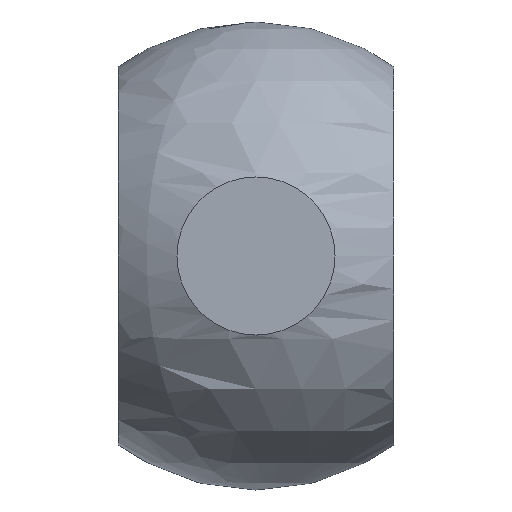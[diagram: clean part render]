
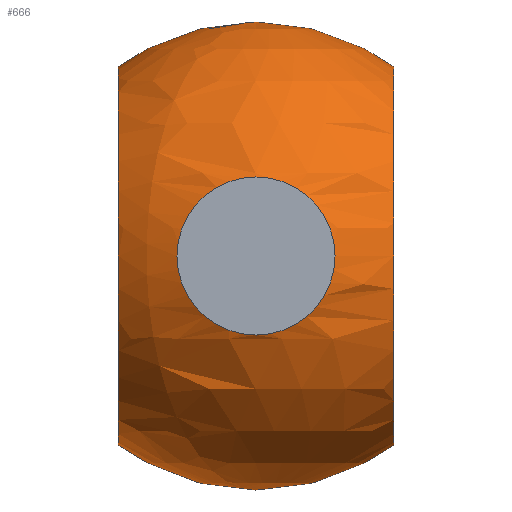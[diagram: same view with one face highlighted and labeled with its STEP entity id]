
A CAD part, front view. The second image highlights one B-rep face of the part: STEP entity #666.
In plain terms, the highlighted spherical face has radius 8.5 mm.
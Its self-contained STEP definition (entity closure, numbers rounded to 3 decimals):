
#613=CARTESIAN_POINT('',(0.,-8.,-2.872));
#614=VERTEX_POINT('',#613);
#615=CARTESIAN_POINT('',(0.0,-8.,0.0));
#616=DIRECTION('',(0.0,1.0,0.0));
#617=DIRECTION('',(0.0,0.0,-1.0));
#618=AXIS2_PLACEMENT_3D('',#615,#616,#617);
#619=CIRCLE('',#618,2.872);
#620=EDGE_CURVE('',#614,#614,#619,.T.);
#625=CARTESIAN_POINT('',(0.0,0.0,0.0));
#626=DIRECTION('',(0.0,0.0,1.0));
#627=DIRECTION('',(1.0,0.0,0.0));
#628=AXIS2_PLACEMENT_3D('',#625,#626,#627);
#629=SPHERICAL_SURFACE('',#628,8.5);
#630=ORIENTED_EDGE('',*,*,#620,.T.);
#631=EDGE_LOOP('',(#630));
#632=FACE_OUTER_BOUND('',#631,.T.);
#633=CARTESIAN_POINT('',(5.,0.0,-6.874));
#634=VERTEX_POINT('',#633);
#635=CARTESIAN_POINT('',(5.0,0.0,0.));
#636=DIRECTION('',(-1.0,0.0,0.0));
#637=DIRECTION('',(0.0,0.0,-1.0));
#638=AXIS2_PLACEMENT_3D('',#635,#636,#637);
#639=CIRCLE('',#638,6.874);
#640=EDGE_CURVE('',#634,#634,#639,.T.);
#641=ORIENTED_EDGE('',*,*,#640,.T.);
#642=EDGE_LOOP('',(#641));
#643=FACE_BOUND('',#642,.T.);
#644=CARTESIAN_POINT('',(-5.0,0.0,6.874));
#645=VERTEX_POINT('',#644);
#646=CARTESIAN_POINT('',(-5.0,0.0,0.0));
#647=DIRECTION('',(1.0,0.0,0.0));
#648=DIRECTION('',(0.0,0.0,1.0));
#649=AXIS2_PLACEMENT_3D('',#646,#647,#648);
#650=CIRCLE('',#649,6.874);
#651=EDGE_CURVE('',#645,#645,#650,.T.);
#652=ORIENTED_EDGE('',*,*,#651,.T.);
#653=EDGE_LOOP('',(#652));
#654=FACE_BOUND('',#653,.T.);
#655=CARTESIAN_POINT('',(0.,7.486,4.026));
#656=VERTEX_POINT('',#655);
#657=CARTESIAN_POINT('',(0.0,7.486,0.0));
#658=DIRECTION('',(0.0,-1.0,0.0));
#659=DIRECTION('',(0.0,0.0,1.0));
#660=AXIS2_PLACEMENT_3D('',#657,#658,#659);
#661=CIRCLE('',#660,4.026);
#662=EDGE_CURVE('',#656,#656,#661,.T.);
#663=ORIENTED_EDGE('',*,*,#662,.T.);
#664=EDGE_LOOP('',(#663));
#665=FACE_BOUND('',#664,.T.);
#666=ADVANCED_FACE('',(#632,#643,#654,#665),#629,.T.);
